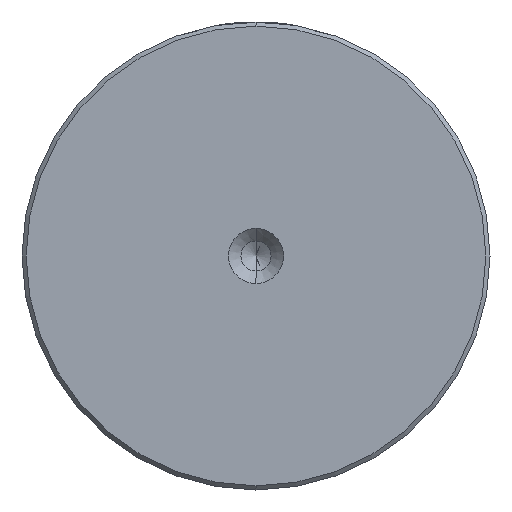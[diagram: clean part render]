
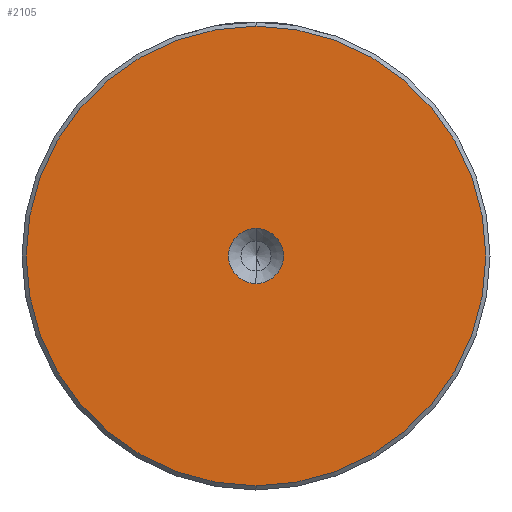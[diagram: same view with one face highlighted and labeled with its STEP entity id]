
A CAD part, left-side view. The second image highlights one B-rep face of the part: STEP entity #2105.
In plain terms, the highlighted planar face has unit normal (-1, 0, 0).
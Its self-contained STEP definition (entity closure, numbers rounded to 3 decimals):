
#22 = AXIS2_PLACEMENT_3D ( 'NONE', #2445, #1310, #153 ) ;
#72 = FACE_BOUND ( 'NONE', #538, .T. ) ;
#103 = CARTESIAN_POINT ( 'NONE',  ( 0., 0., 0. ) ) ;
#153 = DIRECTION ( 'NONE',  ( 0., 0., 1. ) ) ;
#227 = ORIENTED_EDGE ( 'NONE', *, *, #2338, .F. ) ;
#273 = CARTESIAN_POINT ( 'NONE',  ( 0., 0., 0. ) ) ;
#300 = CARTESIAN_POINT ( 'NONE',  ( 0., 0., 27.5 ) ) ;
#362 = VERTEX_POINT ( 'NONE', #618 ) ;
#398 = DIRECTION ( 'NONE',  ( -1., 0., 0. ) ) ;
#425 = CARTESIAN_POINT ( 'NONE',  ( 0., 0., -27.5 ) ) ;
#477 = DIRECTION ( 'NONE',  ( 0., 0., 1. ) ) ;
#481 = CARTESIAN_POINT ( 'NONE',  ( 0., 0., -3.3 ) ) ;
#519 = DIRECTION ( 'NONE',  ( -1., 0., 0. ) ) ;
#538 = EDGE_LOOP ( 'NONE', ( #227, #1959 ) ) ;
#598 = ORIENTED_EDGE ( 'NONE', *, *, #1707, .T. ) ;
#618 = CARTESIAN_POINT ( 'NONE',  ( 0., 0., 3.3 ) ) ;
#726 = AXIS2_PLACEMENT_3D ( 'NONE', #1053, #2380, #1242 ) ;
#828 = AXIS2_PLACEMENT_3D ( 'NONE', #273, #1616, #477 ) ;
#878 = VERTEX_POINT ( 'NONE', #425 ) ;
#978 = CIRCLE ( 'NONE', #22, 3.3 ) ;
#1053 = CARTESIAN_POINT ( 'NONE',  ( 0., 0., 0. ) ) ;
#1122 = FACE_OUTER_BOUND ( 'NONE', #2156, .T. ) ;
#1197 = EDGE_CURVE ( 'NONE', #878, #1284, #1343, .T. ) ;
#1242 = DIRECTION ( 'NONE',  ( 0., 0., 1. ) ) ;
#1284 = VERTEX_POINT ( 'NONE', #300 ) ;
#1310 = DIRECTION ( 'NONE',  ( -1., 0., 0. ) ) ;
#1343 = CIRCLE ( 'NONE', #828, 27.5 ) ;
#1476 = CIRCLE ( 'NONE', #726, 3.3 ) ;
#1545 = CARTESIAN_POINT ( 'NONE',  ( 0., 0., 0. ) ) ;
#1616 = DIRECTION ( 'NONE',  ( -1., 0., 0. ) ) ;
#1673 = ORIENTED_EDGE ( 'NONE', *, *, #1197, .T. ) ;
#1707 = EDGE_CURVE ( 'NONE', #1284, #878, #1953, .T. ) ;
#1840 = DIRECTION ( 'NONE',  ( 0., 0., 1. ) ) ;
#1923 = EDGE_CURVE ( 'NONE', #2347, #362, #978, .T. ) ;
#1939 = DIRECTION ( 'NONE',  ( 0., 0., 1. ) ) ;
#1953 = CIRCLE ( 'NONE', #2319, 27.5 ) ;
#1959 = ORIENTED_EDGE ( 'NONE', *, *, #1923, .F. ) ;
#2105 = ADVANCED_FACE ( 'NONE', ( #1122, #72 ), #2221, .T. ) ;
#2156 = EDGE_LOOP ( 'NONE', ( #1673, #598 ) ) ;
#2221 = PLANE ( 'NONE',  #2477 ) ;
#2319 = AXIS2_PLACEMENT_3D ( 'NONE', #1545, #398, #1939 ) ;
#2338 = EDGE_CURVE ( 'NONE', #362, #2347, #1476, .T. ) ;
#2347 = VERTEX_POINT ( 'NONE', #481 ) ;
#2380 = DIRECTION ( 'NONE',  ( -1., 0., 0. ) ) ;
#2445 = CARTESIAN_POINT ( 'NONE',  ( 0., 0., 0. ) ) ;
#2477 = AXIS2_PLACEMENT_3D ( 'NONE', #103, #519, #1840 ) ;
